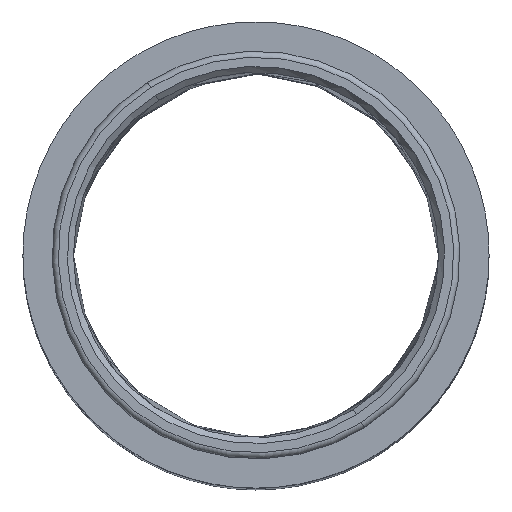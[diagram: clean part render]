
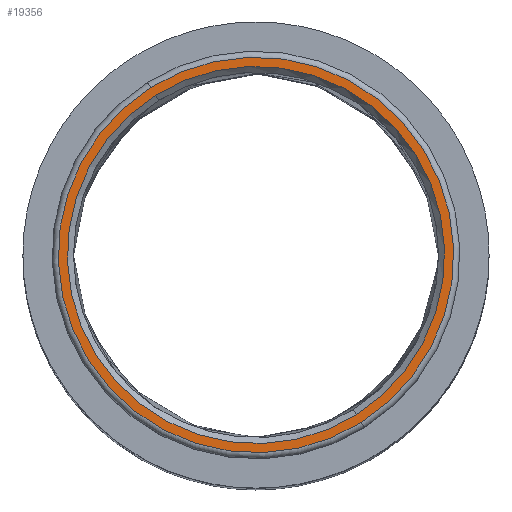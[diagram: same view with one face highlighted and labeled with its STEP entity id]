
A CAD part, top view. The second image highlights one B-rep face of the part: STEP entity #19356.
In plain terms, the highlighted planar face has unit normal (0, 0, 1).
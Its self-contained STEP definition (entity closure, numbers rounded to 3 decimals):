
#994 = DIRECTION ( 'NONE',  ( 0., 0., -1. ) ) ;
#1100 = DIRECTION ( 'NONE',  ( -0.533, 0.846, 0. ) ) ;
#1302 = EDGE_CURVE ( 'NONE', #7385, #1819, #6061, .T. ) ;
#1712 = CIRCLE ( 'NONE', #11272, 325. ) ;
#1819 = VERTEX_POINT ( 'NONE', #9319 ) ;
#2404 = VERTEX_POINT ( 'NONE', #5275 ) ;
#2690 = EDGE_CURVE ( 'NONE', #2404, #9066, #3149, .T. ) ;
#2724 = CARTESIAN_POINT ( 'NONE',  ( 0., 0., 1750. ) ) ;
#3149 = CIRCLE ( 'NONE', #12308, 325. ) ;
#5124 = AXIS2_PLACEMENT_3D ( 'NONE', #6167, #9843, #1100 ) ;
#5275 = CARTESIAN_POINT ( 'NONE',  ( 173.071, -275.085, 1750. ) ) ;
#5302 = CARTESIAN_POINT ( 'NONE',  ( -173.071, 275.085, 1750. ) ) ;
#5506 = CARTESIAN_POINT ( 'NONE',  ( 0., 0., 1750. ) ) ;
#6061 = CIRCLE ( 'NONE', #11227, 310. ) ;
#6167 = CARTESIAN_POINT ( 'NONE',  ( 0., 0., 1750. ) ) ;
#6706 = EDGE_LOOP ( 'NONE', ( #8589, #6983 ) ) ;
#6774 = EDGE_CURVE ( 'NONE', #9066, #2404, #1712, .T. ) ;
#6983 = ORIENTED_EDGE ( 'NONE', *, *, #2690, .F. ) ;
#7385 = VERTEX_POINT ( 'NONE', #22471 ) ;
#7725 = FACE_BOUND ( 'NONE', #13960, .T. ) ;
#8589 = ORIENTED_EDGE ( 'NONE', *, *, #6774, .F. ) ;
#9066 = VERTEX_POINT ( 'NONE', #5302 ) ;
#9319 = CARTESIAN_POINT ( 'NONE',  ( -165.083, 262.388, 1750. ) ) ;
#9843 = DIRECTION ( 'NONE',  ( 0., 0., -1. ) ) ;
#10814 = DIRECTION ( 'NONE',  ( -0.533, 0.846, 0. ) ) ;
#11227 = AXIS2_PLACEMENT_3D ( 'NONE', #2724, #994, #21021 ) ;
#11272 = AXIS2_PLACEMENT_3D ( 'NONE', #15499, #13457, #22478 ) ;
#11303 = CARTESIAN_POINT ( 'NONE',  ( 0., 0., 1750. ) ) ;
#11520 = FACE_OUTER_BOUND ( 'NONE', #6706, .T. ) ;
#12308 = AXIS2_PLACEMENT_3D ( 'NONE', #5506, #12526, #10814 ) ;
#12526 = DIRECTION ( 'NONE',  ( 0., 0., -1. ) ) ;
#13086 = ORIENTED_EDGE ( 'NONE', *, *, #15450, .T. ) ;
#13457 = DIRECTION ( 'NONE',  ( 0., 0., -1. ) ) ;
#13960 = EDGE_LOOP ( 'NONE', ( #19747, #13086 ) ) ;
#14716 = PLANE ( 'NONE',  #22095 ) ;
#15450 = EDGE_CURVE ( 'NONE', #1819, #7385, #20508, .T. ) ;
#15499 = CARTESIAN_POINT ( 'NONE',  ( 0., 0., 1750. ) ) ;
#18163 = DIRECTION ( 'NONE',  ( 1., 0., 0. ) ) ;
#18282 = DIRECTION ( 'NONE',  ( 0., 0., 1. ) ) ;
#19356 = ADVANCED_FACE ( 'NONE', ( #7725, #11520 ), #14716, .T. ) ;
#19747 = ORIENTED_EDGE ( 'NONE', *, *, #1302, .T. ) ;
#20508 = CIRCLE ( 'NONE', #5124, 310. ) ;
#21021 = DIRECTION ( 'NONE',  ( -0.533, 0.846, 0. ) ) ;
#22095 = AXIS2_PLACEMENT_3D ( 'NONE', #11303, #18282, #18163 ) ;
#22471 = CARTESIAN_POINT ( 'NONE',  ( 165.083, -262.388, 1750. ) ) ;
#22478 = DIRECTION ( 'NONE',  ( -0.533, 0.846, 0. ) ) ;
